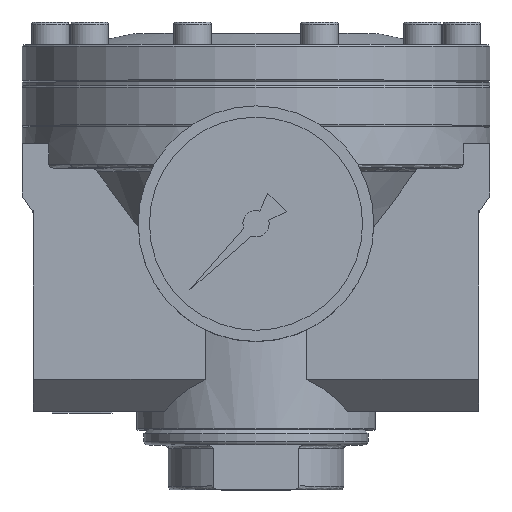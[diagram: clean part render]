
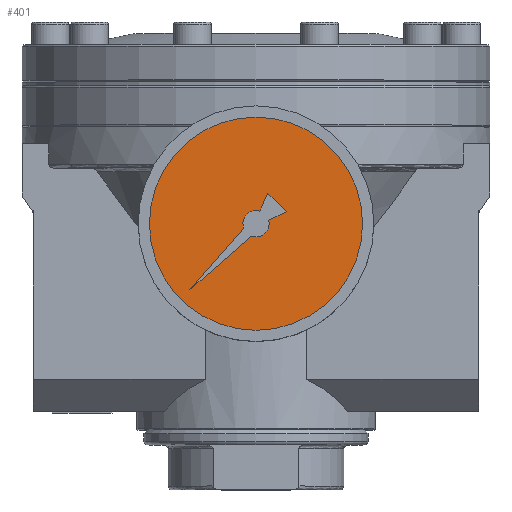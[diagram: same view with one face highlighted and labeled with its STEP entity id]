
A CAD part, top view. The second image highlights one B-rep face of the part: STEP entity #401.
In plain terms, the highlighted planar face has unit normal (0, 0, 1).
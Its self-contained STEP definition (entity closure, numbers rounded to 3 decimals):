
#401 = ADVANCED_FACE( '', ( #969, #970 ), #971, .F. );
#969 = FACE_OUTER_BOUND( '', #1562, .T. );
#970 = FACE_BOUND( '', #1563, .T. );
#971 = PLANE( '', #1564 );
#1562 = EDGE_LOOP( '', ( #3302 ) );
#1563 = EDGE_LOOP( '', ( #3303, #3304, #3305, #3306, #3307, #3308, #3309 ) );
#1564 = AXIS2_PLACEMENT_3D( '', #3310, #3311, #3312 );
#3302 = ORIENTED_EDGE( '', *, *, #3913, .F. );
#3303 = ORIENTED_EDGE( '', *, *, #3914, .F. );
#3304 = ORIENTED_EDGE( '', *, *, #3915, .F. );
#3305 = ORIENTED_EDGE( '', *, *, #3916, .F. );
#3306 = ORIENTED_EDGE( '', *, *, #3917, .F. );
#3307 = ORIENTED_EDGE( '', *, *, #3918, .F. );
#3308 = ORIENTED_EDGE( '', *, *, #3919, .F. );
#3309 = ORIENTED_EDGE( '', *, *, #3920, .F. );
#3310 = CARTESIAN_POINT( '', ( 0., 0., 49.5 ) );
#3311 = DIRECTION( '', ( 0., 0., -1. ) );
#3312 = DIRECTION( '', ( -1., 0., 0. ) );
#3913 = EDGE_CURVE( '', #4800, #4800, #4801, .T. );
#3914 = EDGE_CURVE( '', #4802, #4803, #4804, .T. );
#3915 = EDGE_CURVE( '', #4805, #4802, #4806, .F. );
#3916 = EDGE_CURVE( '', #4807, #4805, #4808, .T. );
#3917 = EDGE_CURVE( '', #4809, #4807, #4810, .T. );
#3918 = EDGE_CURVE( '', #4811, #4809, #4812, .T. );
#3919 = EDGE_CURVE( '', #4813, #4811, #4814, .T. );
#3920 = EDGE_CURVE( '', #4803, #4813, #4815, .T. );
#4800 = VERTEX_POINT( '', #6381 );
#4801 = CIRCLE( '', #6382, 28.5 );
#4802 = VERTEX_POINT( '', #6383 );
#4803 = VERTEX_POINT( '', #6384 );
#4804 = LINE( '', #6385, #6386 );
#4805 = VERTEX_POINT( '', #6387 );
#4806 = CIRCLE( '', #6388, 3.5 );
#4807 = VERTEX_POINT( '', #6389 );
#4808 = LINE( '', #6390, #6391 );
#4809 = VERTEX_POINT( '', #6392 );
#4810 = LINE( '', #6393, #6394 );
#4811 = VERTEX_POINT( '', #6395 );
#4812 = LINE( '', #6396, #6397 );
#4813 = VERTEX_POINT( '', #6398 );
#4814 = CIRCLE( '', #6399, 3.5 );
#4815 = LINE( '', #6400, #6401 );
#6381 = CARTESIAN_POINT( '', ( -28.5, 0., 49.5 ) );
#6382 = AXIS2_PLACEMENT_3D( '', #7140, #7141, #7142 );
#6383 = CARTESIAN_POINT( '', ( -3.297, -1.175, 49.5 ) );
#6384 = CARTESIAN_POINT( '', ( -17.678, -17.678, 49.5 ) );
#6385 = CARTESIAN_POINT( '', ( -3.297, -1.175, 49.5 ) );
#6386 = VECTOR( '', #7143, 1000. );
#6387 = CARTESIAN_POINT( '', ( 0.96, 3.366, 49.5 ) );
#6388 = AXIS2_PLACEMENT_3D( '', #7144, #7145, #7146 );
#6389 = CARTESIAN_POINT( '', ( 3.182, 8.132, 49.5 ) );
#6390 = CARTESIAN_POINT( '', ( 3.182, 8.132, 49.5 ) );
#6391 = VECTOR( '', #7147, 1000. );
#6392 = CARTESIAN_POINT( '', ( 8.132, 3.182, 49.5 ) );
#6393 = CARTESIAN_POINT( '', ( 8.132, 3.182, 49.5 ) );
#6394 = VECTOR( '', #7148, 1000. );
#6395 = CARTESIAN_POINT( '', ( 3.366, 0.96, 49.5 ) );
#6396 = CARTESIAN_POINT( '', ( 3.366, 0.96, 49.5 ) );
#6397 = VECTOR( '', #7149, 1000. );
#6398 = CARTESIAN_POINT( '', ( -1.175, -3.297, 49.5 ) );
#6399 = AXIS2_PLACEMENT_3D( '', #7150, #7151, #7152 );
#6400 = CARTESIAN_POINT( '', ( -17.678, -17.678, 49.5 ) );
#6401 = VECTOR( '', #7153, 1000. );
#7140 = CARTESIAN_POINT( '', ( 0., 0., 49.5 ) );
#7141 = DIRECTION( '', ( 0., 0., -1. ) );
#7142 = DIRECTION( '', ( -1., 0., 0. ) );
#7143 = DIRECTION( '', ( -0.657, -0.754, 0. ) );
#7144 = CARTESIAN_POINT( '', ( 0., 0., 49.5 ) );
#7145 = DIRECTION( '', ( 0., 0., -1. ) );
#7146 = DIRECTION( '', ( -1., 0., 0. ) );
#7147 = DIRECTION( '', ( -0.423, -0.906, 0. ) );
#7148 = DIRECTION( '', ( -0.707, 0.707, 0. ) );
#7149 = DIRECTION( '', ( 0.906, 0.423, 0. ) );
#7150 = CARTESIAN_POINT( '', ( 0., 0., 49.5 ) );
#7151 = DIRECTION( '', ( 0., 0., 1. ) );
#7152 = DIRECTION( '', ( 1., 0., 0. ) );
#7153 = DIRECTION( '', ( 0.754, 0.657, 0. ) );
